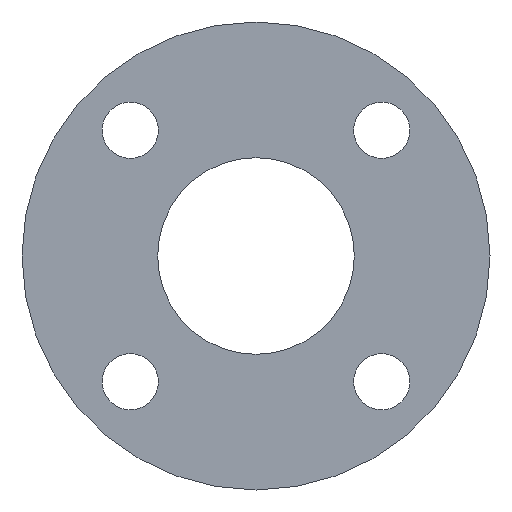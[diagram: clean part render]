
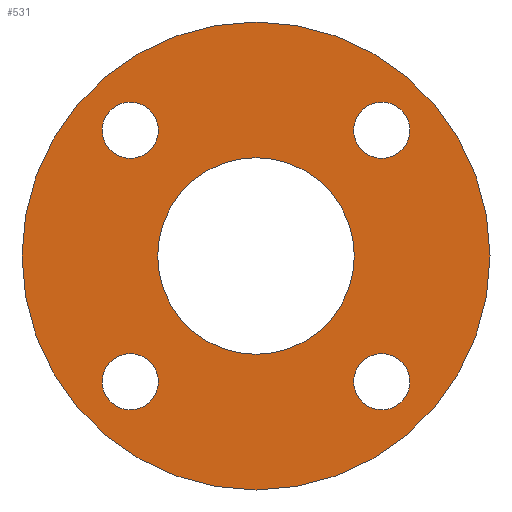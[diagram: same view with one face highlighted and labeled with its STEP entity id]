
A CAD part, left-side view. The second image highlights one B-rep face of the part: STEP entity #531.
In plain terms, the highlighted planar face has unit normal (-1, 0, 0).
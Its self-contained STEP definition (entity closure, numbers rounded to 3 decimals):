
#6 = ORIENTED_EDGE ( 'NONE', *, *, #503, .T. ) ;
#9 = CIRCLE ( 'NONE', #454, 9. ) ;
#21 = DIRECTION ( 'NONE',  ( 1., 0., 0. ) ) ;
#30 = CARTESIAN_POINT ( 'NONE',  ( -1.5, 0., -31.5 ) ) ;
#35 = VERTEX_POINT ( 'NONE', #470 ) ;
#43 = VERTEX_POINT ( 'NONE', #137 ) ;
#50 = DIRECTION ( 'NONE',  ( 1., 0., 0. ) ) ;
#51 = EDGE_LOOP ( 'NONE', ( #69, #475 ) ) ;
#55 = FACE_BOUND ( 'NONE', #332, .T. ) ;
#56 = VERTEX_POINT ( 'NONE', #140 ) ;
#61 = CARTESIAN_POINT ( 'NONE',  ( -1.5, -40.305, 31.305 ) ) ;
#62 = DIRECTION ( 'NONE',  ( 1., 0., 0. ) ) ;
#68 = AXIS2_PLACEMENT_3D ( 'NONE', #159, #233, #480 ) ;
#69 = ORIENTED_EDGE ( 'NONE', *, *, #308, .T. ) ;
#70 = CIRCLE ( 'NONE', #313, 9. ) ;
#76 = DIRECTION ( 'NONE',  ( 1., 0., 0. ) ) ;
#83 = AXIS2_PLACEMENT_3D ( 'NONE', #372, #464, #408 ) ;
#86 = FACE_OUTER_BOUND ( 'NONE', #344, .T. ) ;
#92 = EDGE_CURVE ( 'NONE', #43, #56, #225, .T. ) ;
#103 = CARTESIAN_POINT ( 'NONE',  ( -1.5, 40.305, -40.305 ) ) ;
#111 = AXIS2_PLACEMENT_3D ( 'NONE', #441, #76, #528 ) ;
#114 = CARTESIAN_POINT ( 'NONE',  ( -1.5, 40.305, 49.305 ) ) ;
#118 = CIRCLE ( 'NONE', #68, 75. ) ;
#119 = VERTEX_POINT ( 'NONE', #61 ) ;
#122 = DIRECTION ( 'NONE',  ( 1., 0., 0. ) ) ;
#125 = CARTESIAN_POINT ( 'NONE',  ( -1.5, 0., 0. ) ) ;
#130 = VERTEX_POINT ( 'NONE', #114 ) ;
#132 = DIRECTION ( 'NONE',  ( 1., 0., 0. ) ) ;
#137 = CARTESIAN_POINT ( 'NONE',  ( -1.5, -40.305, -31.305 ) ) ;
#140 = CARTESIAN_POINT ( 'NONE',  ( -1.5, -40.305, -49.305 ) ) ;
#144 = CIRCLE ( 'NONE', #359, 9. ) ;
#146 = EDGE_CURVE ( 'NONE', #409, #269, #189, .T. ) ;
#147 = DIRECTION ( 'NONE',  ( 0., 0., -1. ) ) ;
#151 = CARTESIAN_POINT ( 'NONE',  ( -1.5, 0., 0. ) ) ;
#152 = EDGE_CURVE ( 'NONE', #269, #409, #118, .T. ) ;
#155 = DIRECTION ( 'NONE',  ( 0., 0., -1. ) ) ;
#159 = CARTESIAN_POINT ( 'NONE',  ( -1.5, 0., 0. ) ) ;
#160 = VERTEX_POINT ( 'NONE', #30 ) ;
#164 = ORIENTED_EDGE ( 'NONE', *, *, #428, .T. ) ;
#166 = CARTESIAN_POINT ( 'NONE',  ( -1.5, 0., 0. ) ) ;
#183 = FACE_BOUND ( 'NONE', #184, .T. ) ;
#184 = EDGE_LOOP ( 'NONE', ( #251, #164 ) ) ;
#185 = EDGE_CURVE ( 'NONE', #380, #130, #9, .T. ) ;
#189 = CIRCLE ( 'NONE', #384, 75. ) ;
#190 = AXIS2_PLACEMENT_3D ( 'NONE', #166, #50, #147 ) ;
#191 = CARTESIAN_POINT ( 'NONE',  ( -1.5, 40.305, -31.305 ) ) ;
#196 = CARTESIAN_POINT ( 'NONE',  ( -1.5, 40.305, 40.305 ) ) ;
#197 = CARTESIAN_POINT ( 'NONE',  ( -1.5, -40.305, -40.305 ) ) ;
#199 = DIRECTION ( 'NONE',  ( 1., 0., 0. ) ) ;
#205 = VERTEX_POINT ( 'NONE', #526 ) ;
#217 = ORIENTED_EDGE ( 'NONE', *, *, #146, .F. ) ;
#219 = ORIENTED_EDGE ( 'NONE', *, *, #476, .T. ) ;
#220 = CIRCLE ( 'NONE', #354, 9. ) ;
#225 = CIRCLE ( 'NONE', #259, 9. ) ;
#226 = CIRCLE ( 'NONE', #411, 31.5 ) ;
#228 = DIRECTION ( 'NONE',  ( 1., 0., 0. ) ) ;
#231 = DIRECTION ( 'NONE',  ( 1., 0., 0. ) ) ;
#233 = DIRECTION ( 'NONE',  ( 1., 0., 0. ) ) ;
#235 = DIRECTION ( 'NONE',  ( 0., 0., -1. ) ) ;
#244 = DIRECTION ( 'NONE',  ( 0., 0., -1. ) ) ;
#251 = ORIENTED_EDGE ( 'NONE', *, *, #281, .T. ) ;
#259 = AXIS2_PLACEMENT_3D ( 'NONE', #488, #404, #278 ) ;
#266 = FACE_BOUND ( 'NONE', #490, .T. ) ;
#269 = VERTEX_POINT ( 'NONE', #471 ) ;
#278 = DIRECTION ( 'NONE',  ( 0., 0., -1. ) ) ;
#281 = EDGE_CURVE ( 'NONE', #119, #301, #353, .T. ) ;
#301 = VERTEX_POINT ( 'NONE', #330 ) ;
#306 = CARTESIAN_POINT ( 'NONE',  ( -1.5, 40.305, 40.305 ) ) ;
#308 = EDGE_CURVE ( 'NONE', #160, #205, #226, .T. ) ;
#309 = CARTESIAN_POINT ( 'NONE',  ( -1.5, -40.305, 40.305 ) ) ;
#313 = AXIS2_PLACEMENT_3D ( 'NONE', #309, #21, #235 ) ;
#314 = DIRECTION ( 'NONE',  ( 1., 0., 0. ) ) ;
#315 = CIRCLE ( 'NONE', #190, 31.5 ) ;
#316 = DIRECTION ( 'NONE',  ( 0., 0., -1. ) ) ;
#330 = CARTESIAN_POINT ( 'NONE',  ( -1.5, -40.305, 49.305 ) ) ;
#331 = PLANE ( 'NONE',  #111 ) ;
#332 = EDGE_LOOP ( 'NONE', ( #532, #6 ) ) ;
#337 = CIRCLE ( 'NONE', #472, 9. ) ;
#344 = EDGE_LOOP ( 'NONE', ( #217, #367 ) ) ;
#353 = CIRCLE ( 'NONE', #83, 9. ) ;
#354 = AXIS2_PLACEMENT_3D ( 'NONE', #197, #228, #481 ) ;
#356 = DIRECTION ( 'NONE',  ( 0., 0., -1. ) ) ;
#359 = AXIS2_PLACEMENT_3D ( 'NONE', #306, #62, #155 ) ;
#367 = ORIENTED_EDGE ( 'NONE', *, *, #152, .F. ) ;
#372 = CARTESIAN_POINT ( 'NONE',  ( -1.5, -40.305, 40.305 ) ) ;
#380 = VERTEX_POINT ( 'NONE', #418 ) ;
#381 = CARTESIAN_POINT ( 'NONE',  ( -1.5, 40.305, -40.305 ) ) ;
#384 = AXIS2_PLACEMENT_3D ( 'NONE', #151, #314, #521 ) ;
#393 = CARTESIAN_POINT ( 'NONE',  ( -1.5, 0., -75. ) ) ;
#394 = EDGE_CURVE ( 'NONE', #529, #35, #337, .T. ) ;
#398 = EDGE_LOOP ( 'NONE', ( #219, #501 ) ) ;
#401 = EDGE_CURVE ( 'NONE', #205, #160, #315, .T. ) ;
#404 = DIRECTION ( 'NONE',  ( 1., 0., 0. ) ) ;
#408 = DIRECTION ( 'NONE',  ( 0., 0., -1. ) ) ;
#409 = VERTEX_POINT ( 'NONE', #393 ) ;
#411 = AXIS2_PLACEMENT_3D ( 'NONE', #125, #132, #495 ) ;
#418 = CARTESIAN_POINT ( 'NONE',  ( -1.5, 40.305, 31.305 ) ) ;
#427 = AXIS2_PLACEMENT_3D ( 'NONE', #103, #231, #316 ) ;
#428 = EDGE_CURVE ( 'NONE', #301, #119, #70, .T. ) ;
#429 = FACE_BOUND ( 'NONE', #51, .T. ) ;
#441 = CARTESIAN_POINT ( 'NONE',  ( -1.5, 0., 0. ) ) ;
#442 = ORIENTED_EDGE ( 'NONE', *, *, #466, .T. ) ;
#446 = ORIENTED_EDGE ( 'NONE', *, *, #394, .T. ) ;
#454 = AXIS2_PLACEMENT_3D ( 'NONE', #196, #199, #356 ) ;
#464 = DIRECTION ( 'NONE',  ( 1., 0., 0. ) ) ;
#466 = EDGE_CURVE ( 'NONE', #35, #529, #519, .T. ) ;
#470 = CARTESIAN_POINT ( 'NONE',  ( -1.5, 40.305, -49.305 ) ) ;
#471 = CARTESIAN_POINT ( 'NONE',  ( -1.5, 0., 75. ) ) ;
#472 = AXIS2_PLACEMENT_3D ( 'NONE', #381, #122, #244 ) ;
#473 = FACE_BOUND ( 'NONE', #398, .T. ) ;
#475 = ORIENTED_EDGE ( 'NONE', *, *, #401, .T. ) ;
#476 = EDGE_CURVE ( 'NONE', #56, #43, #220, .T. ) ;
#480 = DIRECTION ( 'NONE',  ( 0., 0., -1. ) ) ;
#481 = DIRECTION ( 'NONE',  ( 0., 0., -1. ) ) ;
#488 = CARTESIAN_POINT ( 'NONE',  ( -1.5, -40.305, -40.305 ) ) ;
#490 = EDGE_LOOP ( 'NONE', ( #442, #446 ) ) ;
#495 = DIRECTION ( 'NONE',  ( 0., 0., -1. ) ) ;
#501 = ORIENTED_EDGE ( 'NONE', *, *, #92, .T. ) ;
#503 = EDGE_CURVE ( 'NONE', #130, #380, #144, .T. ) ;
#519 = CIRCLE ( 'NONE', #427, 9. ) ;
#521 = DIRECTION ( 'NONE',  ( 0., 0., -1. ) ) ;
#526 = CARTESIAN_POINT ( 'NONE',  ( -1.5, 0., 31.5 ) ) ;
#528 = DIRECTION ( 'NONE',  ( 0., 0., -1. ) ) ;
#529 = VERTEX_POINT ( 'NONE', #191 ) ;
#531 = ADVANCED_FACE ( 'NONE', ( #183, #473, #266, #429, #55, #86 ), #331, .F. ) ;
#532 = ORIENTED_EDGE ( 'NONE', *, *, #185, .T. ) ;
